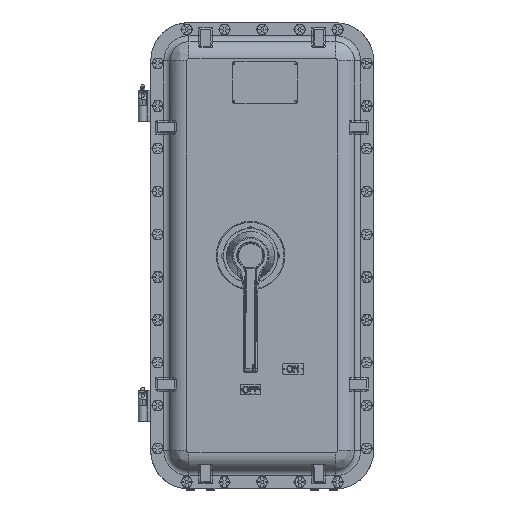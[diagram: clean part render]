
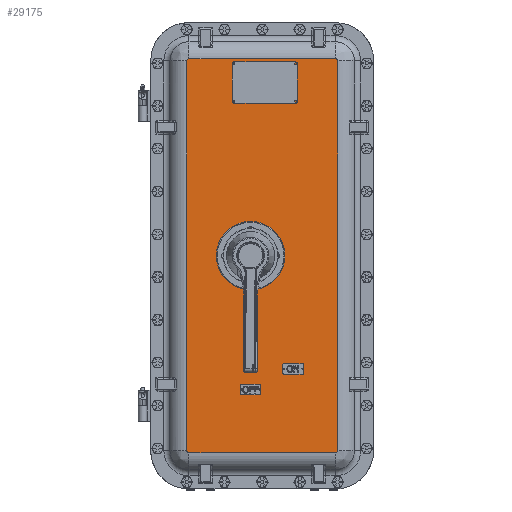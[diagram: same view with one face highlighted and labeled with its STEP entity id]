
A CAD part, top view. The second image highlights one B-rep face of the part: STEP entity #29175.
In plain terms, the highlighted face is planar.
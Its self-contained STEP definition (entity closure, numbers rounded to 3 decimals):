
#1519=FACE_BOUND('',#5298,.T.);
#1520=FACE_BOUND('',#5299,.T.);
#1521=FACE_BOUND('',#5300,.T.);
#1522=FACE_BOUND('',#5301,.T.);
#1523=FACE_BOUND('',#5302,.T.);
#1524=FACE_BOUND('',#5303,.T.);
#1525=FACE_BOUND('',#5304,.T.);
#1526=FACE_BOUND('',#5305,.T.);
#1527=FACE_BOUND('',#5306,.T.);
#2025=PLANE('',#32031);
#3465=FACE_OUTER_BOUND('',#5297,.T.);
#5297=EDGE_LOOP('',(#24393,#24394,#24395,#24396,#24397,#24398,#24399,#24400));
#5298=EDGE_LOOP('',(#24401,#24402));
#5299=EDGE_LOOP('',(#24403,#24404));
#5300=EDGE_LOOP('',(#24405,#24406));
#5301=EDGE_LOOP('',(#24407,#24408));
#5302=EDGE_LOOP('',(#24409,#24410));
#5303=EDGE_LOOP('',(#24411,#24412));
#5304=EDGE_LOOP('',(#24413,#24414));
#5305=EDGE_LOOP('',(#24415,#24416));
#5306=EDGE_LOOP('',(#24417));
#7407=LINE('',#49513,#9555);
#7472=LINE('',#50037,#9620);
#7499=LINE('',#50436,#9647);
#7545=LINE('',#51090,#9693);
#9555=VECTOR('',#37342,0.394);
#9620=VECTOR('',#37583,0.394);
#9647=VECTOR('',#37764,0.394);
#9693=VECTOR('',#38072,0.394);
#10875=CIRCLE('',#30992,0.043);
#10876=CIRCLE('',#30993,0.043);
#10879=CIRCLE('',#30998,0.043);
#10880=CIRCLE('',#30999,0.043);
#10883=CIRCLE('',#31004,0.043);
#10884=CIRCLE('',#31005,0.043);
#10887=CIRCLE('',#31010,0.043);
#10888=CIRCLE('',#31011,0.043);
#10891=CIRCLE('',#31016,0.098);
#10892=CIRCLE('',#31017,0.098);
#10895=CIRCLE('',#31022,0.098);
#10896=CIRCLE('',#31023,0.098);
#10899=CIRCLE('',#31028,0.098);
#10900=CIRCLE('',#31029,0.098);
#10903=CIRCLE('',#31034,0.098);
#10904=CIRCLE('',#31035,0.098);
#10907=CIRCLE('',#31039,0.773);
#11325=CIRCLE('',#31931,0.153);
#11327=CIRCLE('',#31934,0.153);
#11329=CIRCLE('',#31937,0.153);
#11331=CIRCLE('',#31940,0.153);
#12665=VERTEX_POINT('',#45364);
#12666=VERTEX_POINT('',#45365);
#12670=VERTEX_POINT('',#45377);
#12671=VERTEX_POINT('',#45378);
#12675=VERTEX_POINT('',#45390);
#12676=VERTEX_POINT('',#45391);
#12680=VERTEX_POINT('',#45403);
#12681=VERTEX_POINT('',#45404);
#12685=VERTEX_POINT('',#45416);
#12686=VERTEX_POINT('',#45417);
#12690=VERTEX_POINT('',#45429);
#12691=VERTEX_POINT('',#45430);
#12695=VERTEX_POINT('',#45442);
#12696=VERTEX_POINT('',#45443);
#12700=VERTEX_POINT('',#45455);
#12701=VERTEX_POINT('',#45456);
#12704=VERTEX_POINT('',#45465);
#13499=VERTEX_POINT('',#49510);
#13500=VERTEX_POINT('',#49512);
#13590=VERTEX_POINT('',#50034);
#13591=VERTEX_POINT('',#50036);
#13630=VERTEX_POINT('',#50433);
#13631=VERTEX_POINT('',#50435);
#13700=VERTEX_POINT('',#51087);
#13701=VERTEX_POINT('',#51089);
#15846=EDGE_CURVE('',#12665,#12666,#10875,.T.);
#15847=EDGE_CURVE('',#12666,#12665,#10876,.T.);
#15852=EDGE_CURVE('',#12670,#12671,#10879,.T.);
#15853=EDGE_CURVE('',#12671,#12670,#10880,.T.);
#15858=EDGE_CURVE('',#12675,#12676,#10883,.T.);
#15859=EDGE_CURVE('',#12676,#12675,#10884,.T.);
#15864=EDGE_CURVE('',#12680,#12681,#10887,.T.);
#15865=EDGE_CURVE('',#12681,#12680,#10888,.T.);
#15870=EDGE_CURVE('',#12685,#12686,#10891,.T.);
#15871=EDGE_CURVE('',#12686,#12685,#10892,.T.);
#15876=EDGE_CURVE('',#12690,#12691,#10895,.T.);
#15877=EDGE_CURVE('',#12691,#12690,#10896,.T.);
#15882=EDGE_CURVE('',#12695,#12696,#10899,.T.);
#15883=EDGE_CURVE('',#12696,#12695,#10900,.T.);
#15888=EDGE_CURVE('',#12700,#12701,#10903,.T.);
#15889=EDGE_CURVE('',#12701,#12700,#10904,.T.);
#15894=EDGE_CURVE('',#12704,#12704,#10907,.T.);
#17048=EDGE_CURVE('',#13499,#13500,#7407,.T.);
#17178=EDGE_CURVE('',#13590,#13591,#7472,.T.);
#17257=EDGE_CURVE('',#13630,#13631,#7499,.T.);
#17391=EDGE_CURVE('',#13700,#13701,#7545,.T.);
#17396=EDGE_CURVE('',#13499,#13631,#11325,.T.);
#17398=EDGE_CURVE('',#13700,#13500,#11327,.T.);
#17400=EDGE_CURVE('',#13590,#13701,#11329,.T.);
#17402=EDGE_CURVE('',#13630,#13591,#11331,.T.);
#24393=ORIENTED_EDGE('',*,*,#17396,.T.);
#24394=ORIENTED_EDGE('',*,*,#17257,.F.);
#24395=ORIENTED_EDGE('',*,*,#17402,.T.);
#24396=ORIENTED_EDGE('',*,*,#17178,.F.);
#24397=ORIENTED_EDGE('',*,*,#17400,.T.);
#24398=ORIENTED_EDGE('',*,*,#17391,.F.);
#24399=ORIENTED_EDGE('',*,*,#17398,.T.);
#24400=ORIENTED_EDGE('',*,*,#17048,.F.);
#24401=ORIENTED_EDGE('',*,*,#15846,.T.);
#24402=ORIENTED_EDGE('',*,*,#15847,.T.);
#24403=ORIENTED_EDGE('',*,*,#15852,.T.);
#24404=ORIENTED_EDGE('',*,*,#15853,.T.);
#24405=ORIENTED_EDGE('',*,*,#15858,.T.);
#24406=ORIENTED_EDGE('',*,*,#15859,.T.);
#24407=ORIENTED_EDGE('',*,*,#15864,.T.);
#24408=ORIENTED_EDGE('',*,*,#15865,.T.);
#24409=ORIENTED_EDGE('',*,*,#15870,.T.);
#24410=ORIENTED_EDGE('',*,*,#15871,.T.);
#24411=ORIENTED_EDGE('',*,*,#15876,.T.);
#24412=ORIENTED_EDGE('',*,*,#15877,.T.);
#24413=ORIENTED_EDGE('',*,*,#15882,.T.);
#24414=ORIENTED_EDGE('',*,*,#15883,.T.);
#24415=ORIENTED_EDGE('',*,*,#15888,.T.);
#24416=ORIENTED_EDGE('',*,*,#15889,.T.);
#24417=ORIENTED_EDGE('',*,*,#15894,.T.);
#29175=ADVANCED_FACE('',(#3465,#1519,#1520,#1521,#1522,#1523,#1524,#1525,
#1526,#1527),#2025,.F.);
#30992=AXIS2_PLACEMENT_3D('',#45366,#35372,#35373);
#30993=AXIS2_PLACEMENT_3D('',#45367,#35374,#35375);
#30998=AXIS2_PLACEMENT_3D('',#45379,#35386,#35387);
#30999=AXIS2_PLACEMENT_3D('',#45380,#35388,#35389);
#31004=AXIS2_PLACEMENT_3D('',#45392,#35400,#35401);
#31005=AXIS2_PLACEMENT_3D('',#45393,#35402,#35403);
#31010=AXIS2_PLACEMENT_3D('',#45405,#35414,#35415);
#31011=AXIS2_PLACEMENT_3D('',#45406,#35416,#35417);
#31016=AXIS2_PLACEMENT_3D('',#45418,#35428,#35429);
#31017=AXIS2_PLACEMENT_3D('',#45419,#35430,#35431);
#31022=AXIS2_PLACEMENT_3D('',#45431,#35442,#35443);
#31023=AXIS2_PLACEMENT_3D('',#45432,#35444,#35445);
#31028=AXIS2_PLACEMENT_3D('',#45444,#35456,#35457);
#31029=AXIS2_PLACEMENT_3D('',#45445,#35458,#35459);
#31034=AXIS2_PLACEMENT_3D('',#45457,#35470,#35471);
#31035=AXIS2_PLACEMENT_3D('',#45458,#35472,#35473);
#31039=AXIS2_PLACEMENT_3D('',#45467,#35482,#35483);
#31931=AXIS2_PLACEMENT_3D('',#51109,#38090,#38091);
#31934=AXIS2_PLACEMENT_3D('',#51121,#38096,#38097);
#31937=AXIS2_PLACEMENT_3D('',#51133,#38102,#38103);
#31940=AXIS2_PLACEMENT_3D('',#51145,#38108,#38109);
#32031=AXIS2_PLACEMENT_3D('',#51295,#38316,#38317);
#35372=DIRECTION('center_axis',(0.,0.,1.));
#35373=DIRECTION('ref_axis',(-1.,0.,0.));
#35374=DIRECTION('center_axis',(0.,0.,1.));
#35375=DIRECTION('ref_axis',(-1.,0.,0.));
#35386=DIRECTION('center_axis',(0.,0.,1.));
#35387=DIRECTION('ref_axis',(-1.,0.,0.));
#35388=DIRECTION('center_axis',(0.,0.,1.));
#35389=DIRECTION('ref_axis',(-1.,0.,0.));
#35400=DIRECTION('center_axis',(0.,0.,1.));
#35401=DIRECTION('ref_axis',(-1.,0.,0.));
#35402=DIRECTION('center_axis',(0.,0.,1.));
#35403=DIRECTION('ref_axis',(-1.,0.,0.));
#35414=DIRECTION('center_axis',(0.,0.,1.));
#35415=DIRECTION('ref_axis',(-1.,0.,0.));
#35416=DIRECTION('center_axis',(0.,0.,1.));
#35417=DIRECTION('ref_axis',(-1.,0.,0.));
#35428=DIRECTION('center_axis',(0.,0.,1.));
#35429=DIRECTION('ref_axis',(-1.,0.,0.));
#35430=DIRECTION('center_axis',(0.,0.,1.));
#35431=DIRECTION('ref_axis',(-1.,0.,0.));
#35442=DIRECTION('center_axis',(0.,0.,1.));
#35443=DIRECTION('ref_axis',(-1.,0.,0.));
#35444=DIRECTION('center_axis',(0.,0.,1.));
#35445=DIRECTION('ref_axis',(-1.,0.,0.));
#35456=DIRECTION('center_axis',(0.,0.,1.));
#35457=DIRECTION('ref_axis',(-1.,0.,0.));
#35458=DIRECTION('center_axis',(0.,0.,1.));
#35459=DIRECTION('ref_axis',(-1.,0.,0.));
#35470=DIRECTION('center_axis',(0.,0.,1.));
#35471=DIRECTION('ref_axis',(-1.,0.,0.));
#35472=DIRECTION('center_axis',(0.,0.,1.));
#35473=DIRECTION('ref_axis',(-1.,0.,0.));
#35482=DIRECTION('center_axis',(0.,0.,1.));
#35483=DIRECTION('ref_axis',(1.,0.,0.));
#37342=DIRECTION('',(0.,1.,0.));
#37583=DIRECTION('',(0.,-1.,0.));
#37764=DIRECTION('',(1.,0.,0.));
#38072=DIRECTION('',(-1.,0.,0.));
#38090=DIRECTION('center_axis',(0.,0.,-1.));
#38091=DIRECTION('ref_axis',(-1.,0.,0.));
#38096=DIRECTION('center_axis',(0.,0.,-1.));
#38097=DIRECTION('ref_axis',(-1.,0.,0.));
#38102=DIRECTION('center_axis',(0.,0.,-1.));
#38103=DIRECTION('ref_axis',(-1.,0.,0.));
#38108=DIRECTION('center_axis',(0.,0.,-1.));
#38109=DIRECTION('ref_axis',(-1.,0.,0.));
#38316=DIRECTION('center_axis',(0.,0.,1.));
#38317=DIRECTION('ref_axis',(1.,0.,0.));
#45364=CARTESIAN_POINT('',(9.707,1.535,-2.13));
#45365=CARTESIAN_POINT('',(9.793,1.535,-2.13));
#45366=CARTESIAN_POINT('Origin',(9.75,1.535,-2.13));
#45367=CARTESIAN_POINT('Origin',(9.75,1.535,-2.13));
#45377=CARTESIAN_POINT('',(8.207,-1.595,-2.13));
#45378=CARTESIAN_POINT('',(8.293,-1.595,-2.13));
#45379=CARTESIAN_POINT('Origin',(8.25,-1.595,-2.13));
#45380=CARTESIAN_POINT('Origin',(8.25,-1.595,-2.13));
#45390=CARTESIAN_POINT('',(8.207,-2.935,-2.13));
#45391=CARTESIAN_POINT('',(8.293,-2.935,-2.13));
#45392=CARTESIAN_POINT('Origin',(8.25,-2.935,-2.13));
#45393=CARTESIAN_POINT('Origin',(8.25,-2.935,-2.13));
#45403=CARTESIAN_POINT('',(9.707,0.195,-2.13));
#45404=CARTESIAN_POINT('',(9.793,0.195,-2.13));
#45405=CARTESIAN_POINT('Origin',(9.75,0.195,-2.13));
#45406=CARTESIAN_POINT('Origin',(9.75,0.195,-2.13));
#45416=CARTESIAN_POINT('',(-1.973,0.845,-2.13));
#45417=CARTESIAN_POINT('',(-1.777,0.845,-2.13));
#45418=CARTESIAN_POINT('Origin',(-1.875,0.845,-2.13));
#45419=CARTESIAN_POINT('Origin',(-1.875,0.845,-2.13));
#45429=CARTESIAN_POINT('',(1.777,0.845,-2.13));
#45430=CARTESIAN_POINT('',(1.973,0.845,-2.13));
#45431=CARTESIAN_POINT('Origin',(1.875,0.845,-2.13));
#45432=CARTESIAN_POINT('Origin',(1.875,0.845,-2.13));
#45442=CARTESIAN_POINT('',(-0.098,-1.03,-2.13));
#45443=CARTESIAN_POINT('',(0.098,-1.03,-2.13));
#45444=CARTESIAN_POINT('Origin',(0.,-1.03,-2.13));
#45445=CARTESIAN_POINT('Origin',(0.,-1.03,-2.13));
#45455=CARTESIAN_POINT('',(-0.098,2.72,-2.13));
#45456=CARTESIAN_POINT('',(0.098,2.72,-2.13));
#45457=CARTESIAN_POINT('Origin',(0.,2.72,-2.13));
#45458=CARTESIAN_POINT('Origin',(0.,2.72,-2.13));
#45465=CARTESIAN_POINT('',(-0.773,0.845,-2.13));
#45467=CARTESIAN_POINT('Origin',(0.,0.845,-2.13));
#49510=CARTESIAN_POINT('',(14.368,-5.34,-2.13));
#49512=CARTESIAN_POINT('',(14.368,5.34,-2.13));
#49513=CARTESIAN_POINT('',(14.368,5.34,-2.13));
#50034=CARTESIAN_POINT('',(-14.368,5.34,-2.13));
#50036=CARTESIAN_POINT('',(-14.368,-5.34,-2.13));
#50037=CARTESIAN_POINT('',(-14.368,-5.34,-2.13));
#50433=CARTESIAN_POINT('',(-14.215,-5.493,-2.13));
#50435=CARTESIAN_POINT('',(14.215,-5.493,-2.13));
#50436=CARTESIAN_POINT('',(14.215,-5.493,-2.13));
#51087=CARTESIAN_POINT('',(14.215,5.493,-2.13));
#51089=CARTESIAN_POINT('',(-14.215,5.493,-2.13));
#51090=CARTESIAN_POINT('',(-14.215,5.493,-2.13));
#51109=CARTESIAN_POINT('Origin',(14.215,-5.34,-2.13));
#51121=CARTESIAN_POINT('Origin',(14.215,5.34,-2.13));
#51133=CARTESIAN_POINT('Origin',(-14.215,5.34,-2.13));
#51145=CARTESIAN_POINT('Origin',(-14.215,-5.34,-2.13));
#51295=CARTESIAN_POINT('Origin',(0.,0.,
-2.13));
